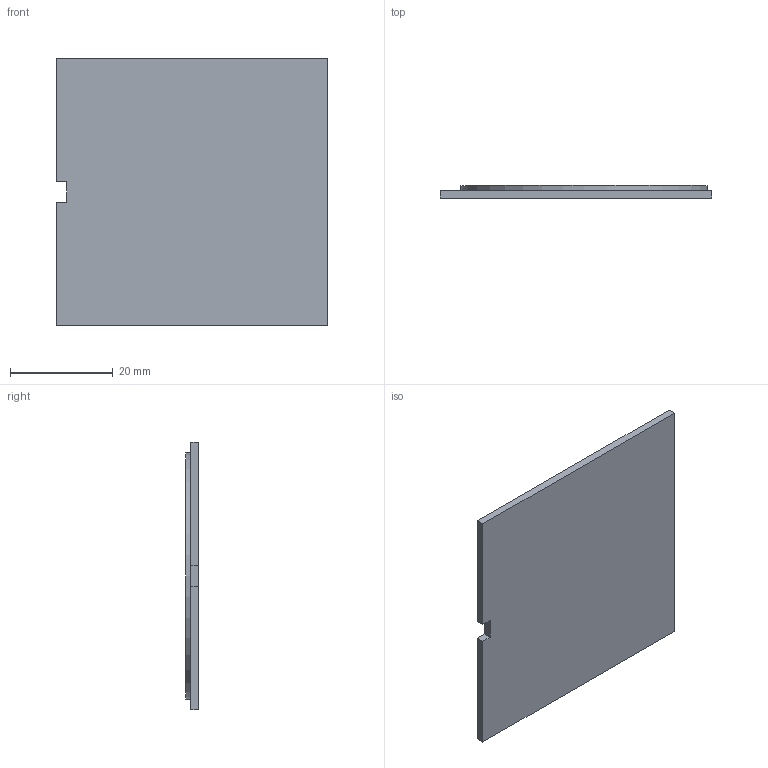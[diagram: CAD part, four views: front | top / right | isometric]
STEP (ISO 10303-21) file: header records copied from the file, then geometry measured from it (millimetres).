
FILE_DESCRIPTION(/* description */ (''),/* implementation_level */ '2;1');
FILE_NAME(/* name */ 'BRcA_4.stp',/* time_stamp */ '2019-06-11T10:08:54+02:00',/* author */ ('Varga Daniel'),/* organization */ (''),/* preprocessor_version */ 'ST-DEVELOPER v18',/* originating_system */ 'Autodesk Inventor 2020',/* authorisation */ '');
FILE_SCHEMA (('AUTOMOTIVE_DESIGN { 1 0 10303 214 3 1 1 }'));
Length unit declared in the file: millimetre
Products named in the file (1): BRcA_4
Bounding box: 52.8 x 2.5 x 52 mm (x, y, z)
Volume: 4032.6 mm3; surface area: 6135.7 mm2
Topology: 1 solids, 1 shells, 20 faces, 51 edges, 35 vertices
Faces by surface type: plane 18, cylinder 2
Full cylindrical faces by diameter (mm): 40 x1, 48 x1
Entity records: 649 total; most frequent: CARTESIAN_POINT 107, ORIENTED_EDGE 102, DIRECTION 102, EDGE_CURVE 51, LINE 42, VECTOR 42, VERTEX_POINT 35, AXIS2_PLACEMENT_3D 30
